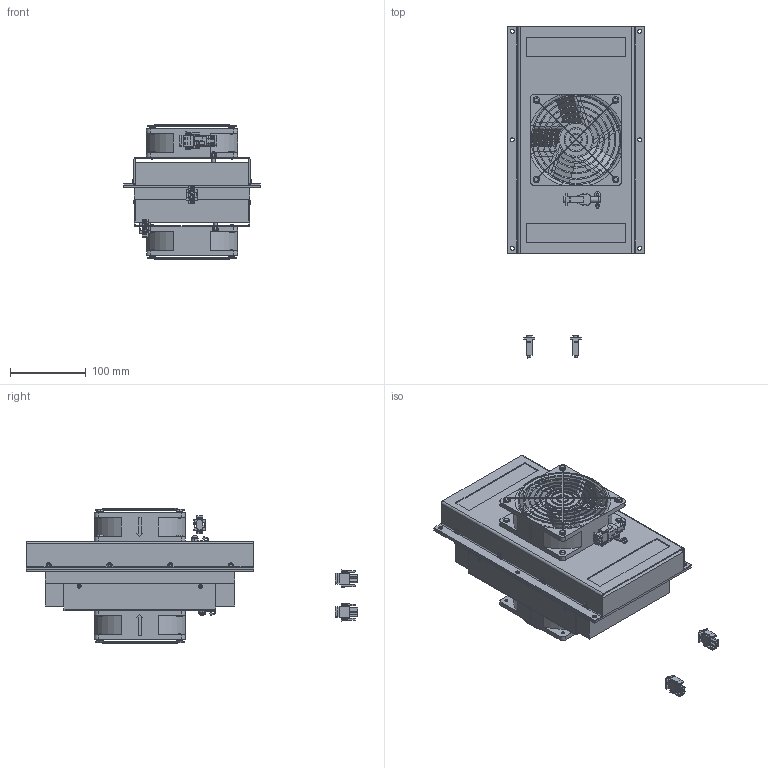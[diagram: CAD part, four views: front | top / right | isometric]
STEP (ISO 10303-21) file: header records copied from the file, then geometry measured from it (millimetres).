
FILE_DESCRIPTION (( 'STEP AP214' ), '1' );
FILE_NAME ('錨璃79.STEP', '2018-12-07T06:22:04', ( '' ), ( '' ), 'SwSTEP 2.0', 'SolidWorks 2016', '' );
FILE_SCHEMA (( 'AUTOMOTIVE_DESIGN' ));
Length unit declared in the file: millimetre
Products named in the file (1): 錨璃79
Bounding box: 180 x 437.43 x 178.97 mm (x, y, z)
Volume: 4000433.8 mm3; surface area: 847566 mm2
Topology: 92 solids, 92 shells, 2044 faces, 5218 edges, 3388 vertices
Faces by surface type: plane 928, cylinder 749, bspline 247, cone 100, torus 20
Entity records: 72943 total; most frequent: CARTESIAN_POINT 22729, ORIENTED_EDGE 10390, DIRECTION 9944, EDGE_CURVE 5195, AXIS2_PLACEMENT_3D 3619, VERTEX_POINT 3388, VECTOR 2706, LINE 2706
